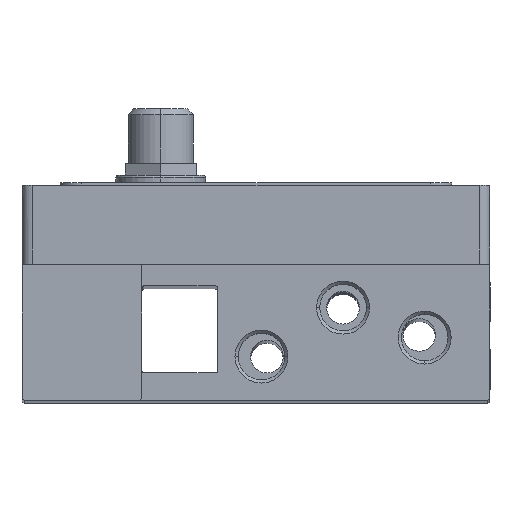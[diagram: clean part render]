
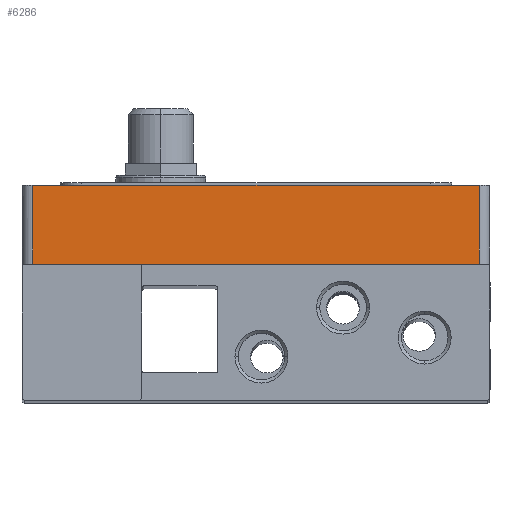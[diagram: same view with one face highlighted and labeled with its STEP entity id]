
A CAD part, top view. The second image highlights one B-rep face of the part: STEP entity #6286.
In plain terms, the highlighted planar face has unit normal (0, 0, 1).
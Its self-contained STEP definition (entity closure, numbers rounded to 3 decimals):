
#59 = CARTESIAN_POINT ( 'NONE',  ( 2., 39.5, 20.5 ) ) ;
#644 = VERTEX_POINT ( 'NONE', #8242 ) ;
#869 = CARTESIAN_POINT ( 'NONE',  ( 2., 39.5, 20.5 ) ) ;
#1259 = CARTESIAN_POINT ( 'NONE',  ( 2., 39.5, 20.5 ) ) ;
#1348 = VECTOR ( 'NONE', #14125, 1000. ) ;
#2632 = FACE_OUTER_BOUND ( 'NONE', #17504, .T. ) ;
#2787 = CARTESIAN_POINT ( 'NONE',  ( 84., 39.5, 20.5 ) ) ;
#5631 = ORIENTED_EDGE ( 'NONE', *, *, #20285, .T. ) ;
#6095 = CARTESIAN_POINT ( 'NONE',  ( 85.5, 25., 20.5 ) ) ;
#6286 = ADVANCED_FACE ( 'NONE', ( #2632 ), #7491, .F. ) ;
#7456 = VERTEX_POINT ( 'NONE', #18067 ) ;
#7491 = PLANE ( 'NONE',  #21012 ) ;
#7588 = DIRECTION ( 'NONE',  ( 0., 0., -1. ) ) ;
#7787 = VERTEX_POINT ( 'NONE', #18354 ) ;
#7901 = EDGE_CURVE ( 'NONE', #7456, #9306, #15480, .T. ) ;
#8242 = CARTESIAN_POINT ( 'NONE',  ( 84., 25., 20.5 ) ) ;
#9155 = DIRECTION ( 'NONE',  ( 0., -1., 0. ) ) ;
#9246 = VECTOR ( 'NONE', #21774, 1000. ) ;
#9306 = VERTEX_POINT ( 'NONE', #1259 ) ;
#9480 = LINE ( 'NONE', #2787, #13551 ) ;
#10462 = CARTESIAN_POINT ( 'NONE',  ( 2., 39.5, 20.5 ) ) ;
#10996 = DIRECTION ( 'NONE',  ( -1., 0., 0. ) ) ;
#13551 = VECTOR ( 'NONE', #9155, 1000. ) ;
#14066 = LINE ( 'NONE', #6095, #15473 ) ;
#14125 = DIRECTION ( 'NONE',  ( 1., 0., 0. ) ) ;
#14342 = LINE ( 'NONE', #10462, #1348 ) ;
#14828 = ORIENTED_EDGE ( 'NONE', *, *, #7901, .F. ) ;
#15473 = VECTOR ( 'NONE', #15726, 1000. ) ;
#15480 = LINE ( 'NONE', #59, #9246 ) ;
#15726 = DIRECTION ( 'NONE',  ( 1., 0., 0. ) ) ;
#16107 = EDGE_CURVE ( 'NONE', #7787, #644, #9480, .T. ) ;
#16478 = ORIENTED_EDGE ( 'NONE', *, *, #16107, .F. ) ;
#17504 = EDGE_LOOP ( 'NONE', ( #16478, #18272, #14828, #5631 ) ) ;
#18067 = CARTESIAN_POINT ( 'NONE',  ( 2., 25., 20.5 ) ) ;
#18272 = ORIENTED_EDGE ( 'NONE', *, *, #19407, .F. ) ;
#18354 = CARTESIAN_POINT ( 'NONE',  ( 84., 39.5, 20.5 ) ) ;
#19407 = EDGE_CURVE ( 'NONE', #9306, #7787, #14342, .T. ) ;
#20285 = EDGE_CURVE ( 'NONE', #7456, #644, #14066, .T. ) ;
#21012 = AXIS2_PLACEMENT_3D ( 'NONE', #869, #7588, #10996 ) ;
#21774 = DIRECTION ( 'NONE',  ( 0., 1., 0. ) ) ;
